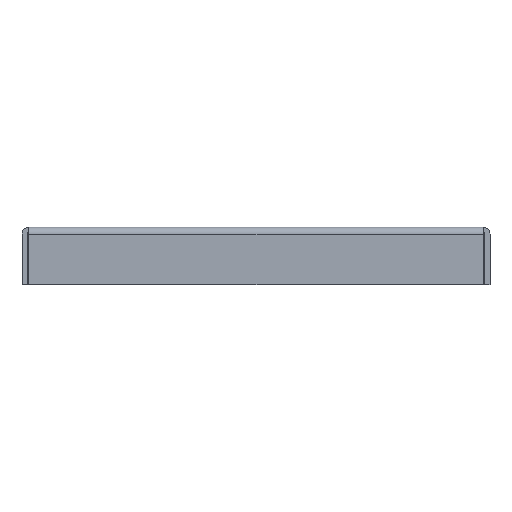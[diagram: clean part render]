
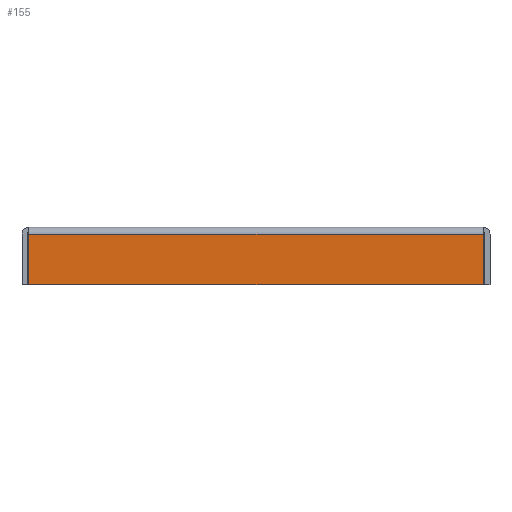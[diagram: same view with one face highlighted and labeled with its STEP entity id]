
A CAD part, front view. The second image highlights one B-rep face of the part: STEP entity #155.
In plain terms, the highlighted planar face has unit normal (0, -1, 0).
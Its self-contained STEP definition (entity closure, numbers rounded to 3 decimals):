
#155 = ADVANCED_FACE( '', ( #398 ), #399, .T. );
#398 = FACE_OUTER_BOUND( '', #728, .T. );
#399 = PLANE( '', #729 );
#728 = EDGE_LOOP( '', ( #1122, #1123, #1124, #1125 ) );
#729 = AXIS2_PLACEMENT_3D( '', #1126, #1127, #1128 );
#1122 = ORIENTED_EDGE( '', *, *, #1996, .T. );
#1123 = ORIENTED_EDGE( '', *, *, #1997, .T. );
#1124 = ORIENTED_EDGE( '', *, *, #1998, .T. );
#1125 = ORIENTED_EDGE( '', *, *, #1999, .T. );
#1126 = CARTESIAN_POINT( '', ( 4., -1., -3.2 ) );
#1127 = DIRECTION( '', ( 0., -1., 0. ) );
#1128 = DIRECTION( '', ( 0., 0., -1. ) );
#1996 = EDGE_CURVE( '', #2395, #2396, #2397, .T. );
#1997 = EDGE_CURVE( '', #2396, #2398, #2399, .T. );
#1998 = EDGE_CURVE( '', #2398, #2400, #2401, .T. );
#1999 = EDGE_CURVE( '', #2400, #2395, #2402, .T. );
#2395 = VERTEX_POINT( '', #2929 );
#2396 = VERTEX_POINT( '', #2930 );
#2397 = LINE( '', #2931, #2932 );
#2398 = VERTEX_POINT( '', #2933 );
#2399 = LINE( '', #2934, #2935 );
#2400 = VERTEX_POINT( '', #2936 );
#2401 = LINE( '', #2937, #2938 );
#2402 = LINE( '', #2939, #2940 );
#2929 = CARTESIAN_POINT( '', ( -0.6, -1., -3. ) );
#2930 = CARTESIAN_POINT( '', ( 25.4, -1., -3. ) );
#2931 = CARTESIAN_POINT( '', ( 4., -1., -3. ) );
#2932 = VECTOR( '', #3535, 1000. );
#2933 = CARTESIAN_POINT( '', ( 25.4, -1., -0.1 ) );
#2934 = CARTESIAN_POINT( '', ( 25.4, -1., -3.2 ) );
#2935 = VECTOR( '', #3536, 1000. );
#2936 = CARTESIAN_POINT( '', ( -0.6, -1., -0.1 ) );
#2937 = CARTESIAN_POINT( '', ( 4., -1., -0.1 ) );
#2938 = VECTOR( '', #3537, 1000. );
#2939 = CARTESIAN_POINT( '', ( -0.6, -1., -3.2 ) );
#2940 = VECTOR( '', #3538, 1000. );
#3535 = DIRECTION( '', ( 1., 0., 0. ) );
#3536 = DIRECTION( '', ( 0., 0., 1. ) );
#3537 = DIRECTION( '', ( -1., 0., 0. ) );
#3538 = DIRECTION( '', ( 0., 0., -1. ) );
